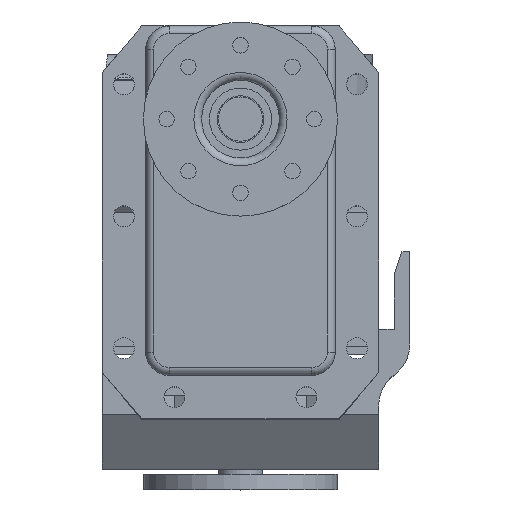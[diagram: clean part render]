
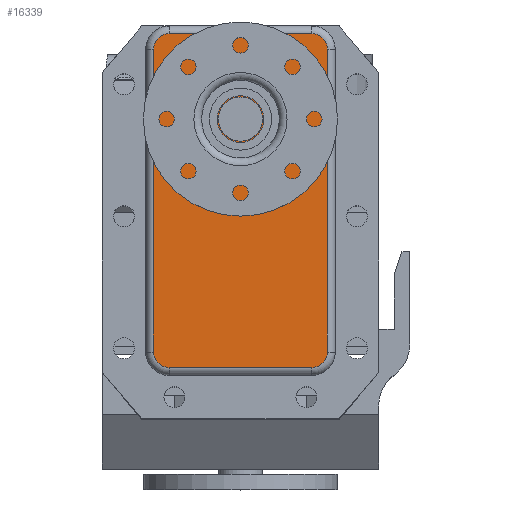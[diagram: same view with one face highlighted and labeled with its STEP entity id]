
A CAD part, top view. The second image highlights one B-rep face of the part: STEP entity #16339.
In plain terms, the highlighted planar face has unit normal (0, 0, 1).
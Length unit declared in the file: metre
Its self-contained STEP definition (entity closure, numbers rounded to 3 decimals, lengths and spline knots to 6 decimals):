
#203=FACE_BOUND('',#2243,.T.);
#647=CIRCLE('',#17146,0.00285);
#651=CIRCLE('',#17176,0.002);
#655=CIRCLE('',#17182,0.002);
#676=CIRCLE('',#17292,0.002);
#678=CIRCLE('',#17295,0.002);
#1329=FACE_OUTER_BOUND('',#2242,.T.);
#2242=EDGE_LOOP('',(#11749,#11750,#11751,#11752,#11753,#11754,#11755,#11756));
#2243=EDGE_LOOP('',(#11757));
#3508=LINE('',#23803,#5337);
#3510=LINE('',#23815,#5339);
#3512=LINE('',#23827,#5341);
#3706=LINE('',#24253,#5535);
#5337=VECTOR('',#19051,0.039);
#5339=VECTOR('',#19065,0.0184);
#5341=VECTOR('',#19079,0.039);
#5535=VECTOR('',#19495,0.0184);
#7044=VERTEX_POINT('',#23689);
#7074=VERTEX_POINT('',#23800);
#7075=VERTEX_POINT('',#23802);
#7077=VERTEX_POINT('',#23808);
#7079=VERTEX_POINT('',#23814);
#7081=VERTEX_POINT('',#23820);
#7083=VERTEX_POINT('',#23826);
#7203=VERTEX_POINT('',#24247);
#7204=VERTEX_POINT('',#24251);
#8661=EDGE_CURVE('',#7044,#7044,#647,.F.);
#8717=EDGE_CURVE('',#7075,#7074,#3508,.T.);
#8720=EDGE_CURVE('',#7077,#7075,#651,.T.);
#8723=EDGE_CURVE('',#7079,#7077,#3510,.T.);
#8726=EDGE_CURVE('',#7081,#7079,#655,.T.);
#8729=EDGE_CURVE('',#7083,#7081,#3512,.T.);
#8942=EDGE_CURVE('',#7203,#7083,#676,.T.);
#8944=EDGE_CURVE('',#7074,#7204,#678,.T.);
#8945=EDGE_CURVE('',#7204,#7203,#3706,.T.);
#11749=ORIENTED_EDGE('',*,*,#8720,.T.);
#11750=ORIENTED_EDGE('',*,*,#8717,.T.);
#11751=ORIENTED_EDGE('',*,*,#8944,.T.);
#11752=ORIENTED_EDGE('',*,*,#8945,.T.);
#11753=ORIENTED_EDGE('',*,*,#8942,.T.);
#11754=ORIENTED_EDGE('',*,*,#8729,.T.);
#11755=ORIENTED_EDGE('',*,*,#8726,.T.);
#11756=ORIENTED_EDGE('',*,*,#8723,.T.);
#11757=ORIENTED_EDGE('',*,*,#8661,.T.);
#15728=PLANE('',#17294);
#16339=ADVANCED_FACE('',(#1329,#203),#15728,.T.);
#17146=AXIS2_PLACEMENT_3D('',#23691,#18943,#18944);
#17176=AXIS2_PLACEMENT_3D('',#23809,#19058,#19059);
#17182=AXIS2_PLACEMENT_3D('',#23821,#19072,#19073);
#17292=AXIS2_PLACEMENT_3D('',#24248,#19487,#19488);
#17294=AXIS2_PLACEMENT_3D('',#24250,#19491,#19492);
#17295=AXIS2_PLACEMENT_3D('',#24252,#19493,#19494);
#18943=DIRECTION('center_axis',(0.,0.,
1.));
#18944=DIRECTION('ref_axis',(1.,0.,0.));
#19051=DIRECTION('',(0.,1.,0.));
#19058=DIRECTION('center_axis',(0.,0.,
1.));
#19059=DIRECTION('ref_axis',(1.,0.,0.));
#19065=DIRECTION('',(1.,0.,0.));
#19072=DIRECTION('center_axis',(0.,0.,
1.));
#19073=DIRECTION('ref_axis',(0.,-1.,0.));
#19079=DIRECTION('',(0.,-1.,0.));
#19487=DIRECTION('center_axis',(0.,0.,
1.));
#19488=DIRECTION('ref_axis',(-1.,0.,0.));
#19491=DIRECTION('center_axis',(0.,0.,
1.));
#19492=DIRECTION('ref_axis',(1.,0.,0.));
#19493=DIRECTION('center_axis',(0.,0.,
1.));
#19494=DIRECTION('ref_axis',(0.,1.,0.));
#19495=DIRECTION('',(-1.,0.,0.));
#23689=CARTESIAN_POINT('',(-0.00285,0.1446,-0.06425));
#23691=CARTESIAN_POINT('Origin',(0.,0.1446,
-0.06425));
#23800=CARTESIAN_POINT('',(0.0112,0.1536,-0.06425));
#23802=CARTESIAN_POINT('',(0.0112,0.1146,-0.06425));
#23803=CARTESIAN_POINT('',(0.0112,0.1146,-0.06425));
#23808=CARTESIAN_POINT('',(0.0092,0.1126,-0.06425));
#23809=CARTESIAN_POINT('Origin',(0.0092,0.1146,
-0.06425));
#23814=CARTESIAN_POINT('',(-0.0092,0.1126,-0.06425));
#23815=CARTESIAN_POINT('',(-0.0092,0.1126,-0.06425));
#23820=CARTESIAN_POINT('',(-0.0112,0.1146,-0.06425));
#23821=CARTESIAN_POINT('Origin',(-0.0092,0.1146,
-0.06425));
#23826=CARTESIAN_POINT('',(-0.0112,0.1536,-0.06425));
#23827=CARTESIAN_POINT('',(-0.0112,0.1536,-0.06425));
#24247=CARTESIAN_POINT('',(-0.0092,0.1556,-0.06425));
#24248=CARTESIAN_POINT('Origin',(-0.0092,0.1536,
-0.06425));
#24250=CARTESIAN_POINT('Origin',(-0.011648,0.11174,
-0.06425));
#24251=CARTESIAN_POINT('',(0.0092,0.1556,-0.06425));
#24252=CARTESIAN_POINT('Origin',(0.0092,0.1536,
-0.06425));
#24253=CARTESIAN_POINT('',(0.0092,0.1556,-0.06425));
